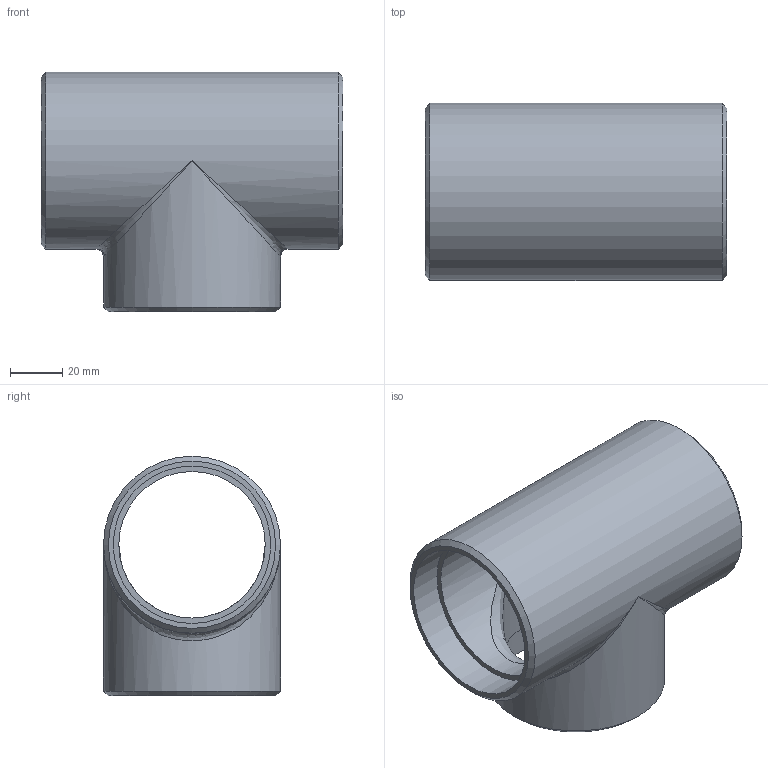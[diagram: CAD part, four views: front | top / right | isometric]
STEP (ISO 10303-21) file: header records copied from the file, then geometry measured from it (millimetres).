
FILE_DESCRIPTION (( 'STEP AP214' ), '1' );
FILE_NAME ('12-0221-15_OSTP.step', '2020-11-14T15:36:37', ( '' ), ( '' ), 'SwSTEP 2.0', 'SolidWorks 2010', '' );
FILE_SCHEMA (( 'AUTOMOTIVE_DESIGN' ));
Length unit declared in the file: millimetre
Products named in the file (1): 12-0221-15_OSTP
Bounding box: 116 x 68 x 92 mm (x, y, z)
Volume: 136678.5 mm3; surface area: 55265.4 mm2
Topology: 1 solids, 1 shells, 20 faces, 50 edges, 26 vertices
Faces by surface type: cylinder 7, plane 6, bspline 4, cone 3
Full cylindrical faces by diameter (mm): 56.3 x2, 60.5 x3, 68 x2
Entity records: 912 total; most frequent: CARTESIAN_POINT 563, DIRECTION 64, ORIENTED_EDGE 46, EDGE_LOOP 38, AXIS2_PLACEMENT_3D 32, FACE_OUTER_BOUND 27, EDGE_CURVE 23, ADVANCED_FACE 20
